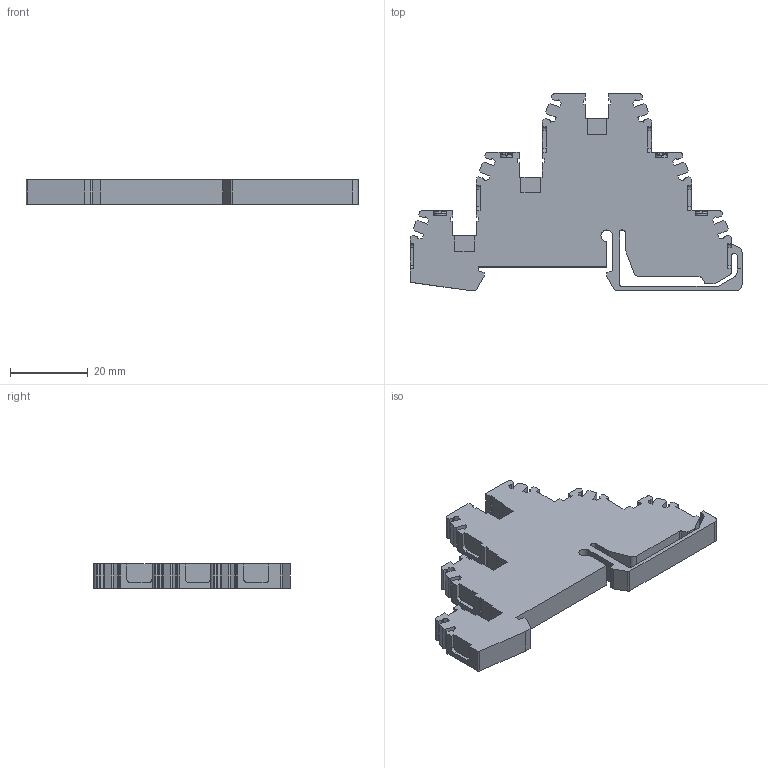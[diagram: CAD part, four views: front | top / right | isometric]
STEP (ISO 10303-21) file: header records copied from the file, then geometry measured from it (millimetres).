
FILE_DESCRIPTION((''),'2;1');
FILE_NAME('003903247_ESC-TLD_2_ASM','2022-09-21T14:50:29',('klemen.sitar'),('Audax d.o.o.'),'CREO PARAMETRIC BY PTC INC, 2021304','CREO PARAMETRIC BY PTC INC, 2021304','');
FILE_SCHEMA(('AP242_MANAGED_MODEL_BASED_3D_ENGINEERING_MIM_LF { 1 0 10303 442 1 1 4 }'));
Length unit declared in the file: millimetre
Products named in the file (3): TLD_2_GR_1; 64_SCREW_1_1; 003903247_ESC-TLD_2_ASM
Assembly tree (7 placements, depth 2):
  003903247_ESC-TLD_2_ASM
    TLD_2_GR_1
    64_SCREW_1_1  x6
Bounding box: 85.2 x 50.5 x 6.2 mm (x, y, z)
Volume: 14409.9 mm3; surface area: 8314.6 mm2
Topology: 7 solids, 7 shells, 537 faces, 1566 edges, 1034 vertices
Faces by surface type: plane 325, cylinder 116, cone 48, bspline 30, sphere 12, torus 6
Entity records: 16652 total; most frequent: CARTESIAN_POINT 2622, ORIENTED_EDGE 1904, DIRECTION 1744, PRESENTATION_STYLE_ASSIGNMENT 1161, STYLED_ITEM 1161, EDGE_CURVE 952, CURVE_STYLE 838, VECTOR 758
